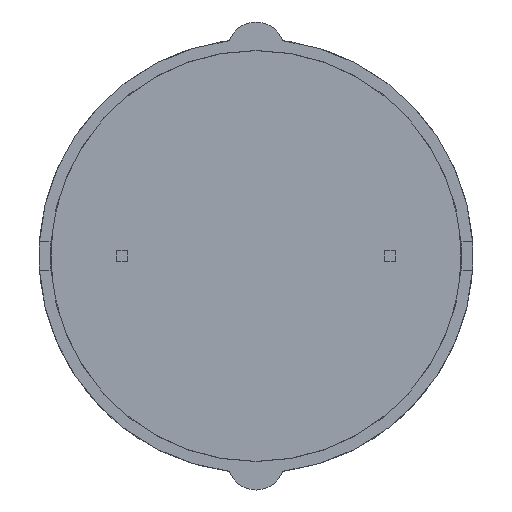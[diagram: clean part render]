
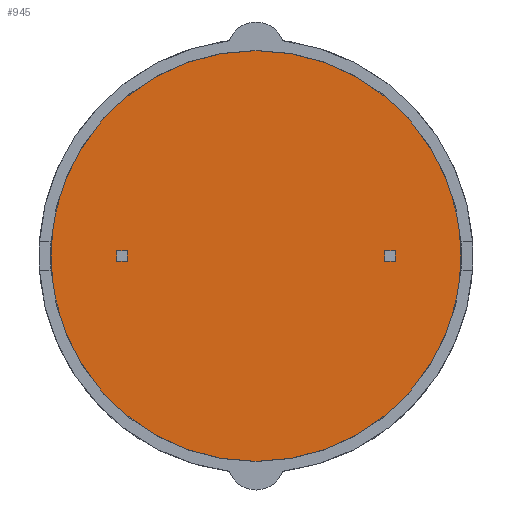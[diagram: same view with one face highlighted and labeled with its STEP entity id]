
A CAD part, front view. The second image highlights one B-rep face of the part: STEP entity #945.
In plain terms, the highlighted planar face has unit normal (0, -1, 0).
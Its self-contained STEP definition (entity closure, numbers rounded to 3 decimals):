
#8 = VERTEX_POINT ( 'NONE', #1886 ) ;
#179 = PLANE ( 'NONE',  #274 ) ;
#236 = CARTESIAN_POINT ( 'NONE',  ( 0., 1.5, 0. ) ) ;
#274 = AXIS2_PLACEMENT_3D ( 'NONE', #1827, #1250, #340 ) ;
#308 = EDGE_LOOP ( 'NONE', ( #1227, #1303 ) ) ;
#329 = VERTEX_POINT ( 'NONE', #1605 ) ;
#340 = DIRECTION ( 'NONE',  ( 0., 0., -1. ) ) ;
#564 = DIRECTION ( 'NONE',  ( 0., 0., -1. ) ) ;
#631 = AXIS2_PLACEMENT_3D ( 'NONE', #746, #904, #1504 ) ;
#746 = CARTESIAN_POINT ( 'NONE',  ( 0., 1.5, 0. ) ) ;
#899 = EDGE_CURVE ( 'NONE', #8, #329, #1455, .T. ) ;
#904 = DIRECTION ( 'NONE',  ( 0., -1., 0. ) ) ;
#945 = ADVANCED_FACE ( 'NONE', ( #1538 ), #179, .T. ) ;
#1227 = ORIENTED_EDGE ( 'NONE', *, *, #1530, .T. ) ;
#1250 = DIRECTION ( 'NONE',  ( 0., -1., 0. ) ) ;
#1254 = AXIS2_PLACEMENT_3D ( 'NONE', #236, #1895, #564 ) ;
#1303 = ORIENTED_EDGE ( 'NONE', *, *, #899, .T. ) ;
#1373 = CIRCLE ( 'NONE', #1254, 11.5 ) ;
#1455 = CIRCLE ( 'NONE', #631, 11.5 ) ;
#1504 = DIRECTION ( 'NONE',  ( 0., 0., -1. ) ) ;
#1530 = EDGE_CURVE ( 'NONE', #329, #8, #1373, .T. ) ;
#1538 = FACE_OUTER_BOUND ( 'NONE', #308, .T. ) ;
#1605 = CARTESIAN_POINT ( 'NONE',  ( 0., 1.5, -11.5 ) ) ;
#1827 = CARTESIAN_POINT ( 'NONE',  ( 0., 1.5, 0. ) ) ;
#1886 = CARTESIAN_POINT ( 'NONE',  ( 0., 1.5, 11.5 ) ) ;
#1895 = DIRECTION ( 'NONE',  ( 0., -1., 0. ) ) ;
